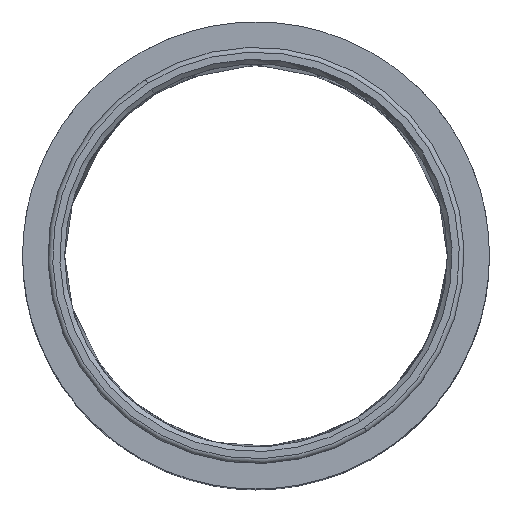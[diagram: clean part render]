
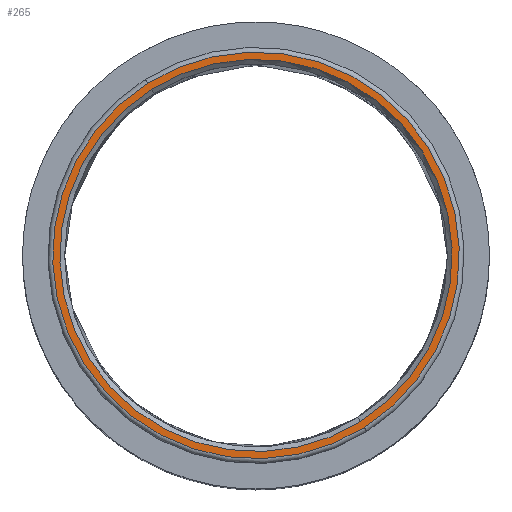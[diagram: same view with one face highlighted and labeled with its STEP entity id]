
A CAD part, top view. The second image highlights one B-rep face of the part: STEP entity #265.
In plain terms, the highlighted planar face has unit normal (0, 0, 1).
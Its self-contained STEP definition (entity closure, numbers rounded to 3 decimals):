
#265 = ADVANCED_FACE ( 'NONE', ( #12738, #9529 ), #921, .T. ) ;
#921 = PLANE ( 'NONE',  #21873 ) ;
#1101 = DIRECTION ( 'NONE',  ( -0.533, 0.846, 0. ) ) ;
#1290 = CARTESIAN_POINT ( 'NONE',  ( -226.323, 359.726, 1250. ) ) ;
#1732 = DIRECTION ( 'NONE',  ( -0.533, 0.846, 0. ) ) ;
#2645 = CARTESIAN_POINT ( 'NONE',  ( 0., 0., 1250. ) ) ;
#3104 = ORIENTED_EDGE ( 'NONE', *, *, #5837, .F. ) ;
#4949 = DIRECTION ( 'NONE',  ( 0., 0., -1. ) ) ;
#5837 = EDGE_CURVE ( 'NONE', #14980, #21389, #11219, .T. ) ;
#6118 = CIRCLE ( 'NONE', #20310, 410. ) ;
#6247 = VERTEX_POINT ( 'NONE', #6498 ) ;
#6498 = CARTESIAN_POINT ( 'NONE',  ( -218.335, 347.03, 1250. ) ) ;
#7579 = EDGE_LOOP ( 'NONE', ( #14475, #21474 ) ) ;
#7810 = DIRECTION ( 'NONE',  ( 1., 0., 0. ) ) ;
#8339 = ORIENTED_EDGE ( 'NONE', *, *, #13875, .F. ) ;
#9156 = EDGE_CURVE ( 'NONE', #12502, #6247, #6118, .T. ) ;
#9529 = FACE_OUTER_BOUND ( 'NONE', #13685, .T. ) ;
#10558 = AXIS2_PLACEMENT_3D ( 'NONE', #15357, #4949, #12154 ) ;
#11129 = CARTESIAN_POINT ( 'NONE',  ( 218.335, -347.03, 1250. ) ) ;
#11199 = DIRECTION ( 'NONE',  ( 0., 0., -1. ) ) ;
#11219 = CIRCLE ( 'NONE', #21801, 425. ) ;
#12154 = DIRECTION ( 'NONE',  ( -0.533, 0.846, 0. ) ) ;
#12483 = CARTESIAN_POINT ( 'NONE',  ( 0., 0., 1250. ) ) ;
#12502 = VERTEX_POINT ( 'NONE', #11129 ) ;
#12738 = FACE_BOUND ( 'NONE', #7579, .T. ) ;
#13183 = DIRECTION ( 'NONE',  ( 0., 0., 1. ) ) ;
#13685 = EDGE_LOOP ( 'NONE', ( #3104, #8339 ) ) ;
#13875 = EDGE_CURVE ( 'NONE', #21389, #14980, #22234, .T. ) ;
#14099 = DIRECTION ( 'NONE',  ( 0., 0., -1. ) ) ;
#14216 = CIRCLE ( 'NONE', #10558, 410. ) ;
#14315 = DIRECTION ( 'NONE',  ( -0.533, 0.846, 0. ) ) ;
#14475 = ORIENTED_EDGE ( 'NONE', *, *, #9156, .T. ) ;
#14571 = AXIS2_PLACEMENT_3D ( 'NONE', #18154, #11199, #1101 ) ;
#14980 = VERTEX_POINT ( 'NONE', #1290 ) ;
#15357 = CARTESIAN_POINT ( 'NONE',  ( 0., 0., 1250. ) ) ;
#15634 = CARTESIAN_POINT ( 'NONE',  ( 226.323, -359.726, 1250. ) ) ;
#16350 = DIRECTION ( 'NONE',  ( 0., 0., -1. ) ) ;
#16987 = EDGE_CURVE ( 'NONE', #6247, #12502, #14216, .T. ) ;
#17403 = CARTESIAN_POINT ( 'NONE',  ( 0., 0., 1250. ) ) ;
#18154 = CARTESIAN_POINT ( 'NONE',  ( 0., 0., 1250. ) ) ;
#20310 = AXIS2_PLACEMENT_3D ( 'NONE', #12483, #16350, #14315 ) ;
#21389 = VERTEX_POINT ( 'NONE', #15634 ) ;
#21474 = ORIENTED_EDGE ( 'NONE', *, *, #16987, .T. ) ;
#21801 = AXIS2_PLACEMENT_3D ( 'NONE', #17403, #14099, #1732 ) ;
#21873 = AXIS2_PLACEMENT_3D ( 'NONE', #2645, #13183, #7810 ) ;
#22234 = CIRCLE ( 'NONE', #14571, 425. ) ;
